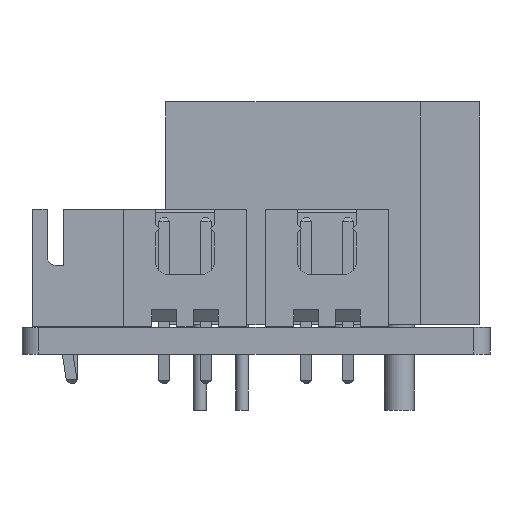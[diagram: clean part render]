
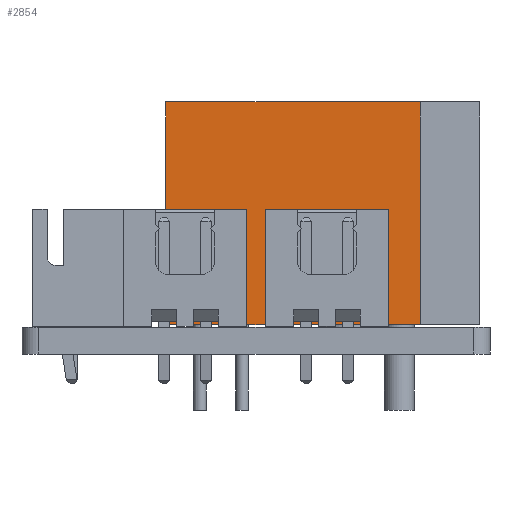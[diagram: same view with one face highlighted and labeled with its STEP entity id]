
A CAD part, front view. The second image highlights one B-rep face of the part: STEP entity #2854.
In plain terms, the highlighted face is planar.
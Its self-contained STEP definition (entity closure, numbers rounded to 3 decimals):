
#2854 = ADVANCED_FACE('',(#2855),#2889,.T.);
#2855 = FACE_BOUND('',#2856,.T.);
#2856 = EDGE_LOOP('',(#2857,#2867,#2875,#2883));
#2857 = ORIENTED_EDGE('',*,*,#2858,.T.);
#2858 = EDGE_CURVE('',#2859,#2861,#2863,.T.);
#2859 = VERTEX_POINT('',#2860);
#2860 = CARTESIAN_POINT('',(-10.67,3.555,0.1));
#2861 = VERTEX_POINT('',#2862);
#2862 = CARTESIAN_POINT('',(-10.67,3.555,13.434));
#2863 = LINE('',#2864,#2865);
#2864 = CARTESIAN_POINT('',(-10.67,3.555,0.1));
#2865 = VECTOR('',#2866,1.);
#2866 = DIRECTION('',(0.,0.,1.));
#2867 = ORIENTED_EDGE('',*,*,#2868,.T.);
#2868 = EDGE_CURVE('',#2861,#2869,#2871,.T.);
#2869 = VERTEX_POINT('',#2870);
#2870 = CARTESIAN_POINT('',(4.57,3.555,13.434));
#2871 = LINE('',#2872,#2873);
#2872 = CARTESIAN_POINT('',(-14.23,3.555,13.434));
#2873 = VECTOR('',#2874,1.);
#2874 = DIRECTION('',(1.,0.,0.));
#2875 = ORIENTED_EDGE('',*,*,#2876,.F.);
#2876 = EDGE_CURVE('',#2877,#2869,#2879,.T.);
#2877 = VERTEX_POINT('',#2878);
#2878 = CARTESIAN_POINT('',(4.57,3.555,0.1));
#2879 = LINE('',#2880,#2881);
#2880 = CARTESIAN_POINT('',(4.57,3.555,0.1));
#2881 = VECTOR('',#2882,1.);
#2882 = DIRECTION('',(0.,0.,1.));
#2883 = ORIENTED_EDGE('',*,*,#2884,.F.);
#2884 = EDGE_CURVE('',#2859,#2877,#2885,.T.);
#2885 = LINE('',#2886,#2887);
#2886 = CARTESIAN_POINT('',(-14.23,3.555,0.1));
#2887 = VECTOR('',#2888,1.);
#2888 = DIRECTION('',(1.,0.,0.));
#2889 = PLANE('',#2890);
#2890 = AXIS2_PLACEMENT_3D('',#2891,#2892,#2893);
#2891 = CARTESIAN_POINT('',(-10.67,3.555,0.1));
#2892 = DIRECTION('',(0.,1.,0.));
#2893 = DIRECTION('',(1.,0.,0.));
